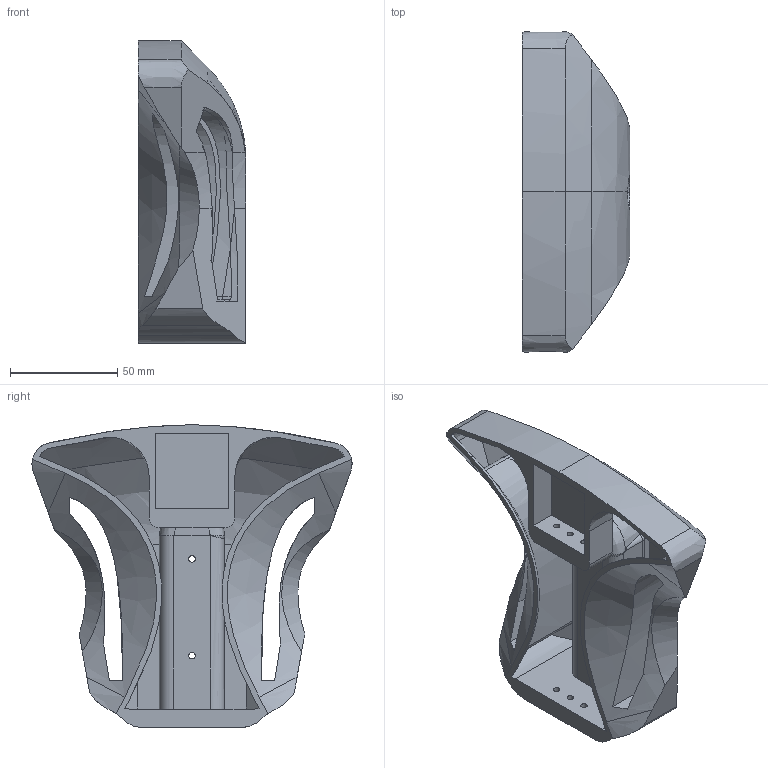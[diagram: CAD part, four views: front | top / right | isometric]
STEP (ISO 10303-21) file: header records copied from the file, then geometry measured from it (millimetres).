
FILE_DESCRIPTION(/* description */ (''),/* implementation_level */ '2;1');
FILE_NAME(/* name */ 'Head_with_Light1 v9.step',/* time_stamp */ '2024-07-14T12:25:58+05:30',/* author */ (''),/* organization */ (''),/* preprocessor_version */ 'ST-DEVELOPER v20',/* originating_system */ 'Autodesk Translation Framework v13.14.0.145',/* authorisation */ '');
FILE_SCHEMA (('AUTOMOTIVE_DESIGN { 1 0 10303 214 3 1 1 }'));
Length unit declared in the file: millimetre
Products named in the file (2): Head_with_Light1; head
Assembly tree (1 placements, depth 2):
  Head_with_Light1
    head
Bounding box: 50 x 148.93 x 140.76 mm (x, y, z)
Volume: 133916.5 mm3; surface area: 99413.7 mm2
Topology: 2 solids, 2 shells, 208 faces, 693 edges, 478 vertices
Faces by surface type: plane 76, bspline 75, cylinder 51, cone 5, sphere 1
Full cylindrical faces by diameter (mm): 3 x8, 6 x6
Entity records: 11856 total; most frequent: CARTESIAN_POINT 6567, ORIENTED_EDGE 1382, EDGE_CURVE 691, DIRECTION 679, VERTEX_POINT 478, B_SPLINE_CURVE_WITH_KNOTS 367, EDGE_LOOP 237, AXIS2_PLACEMENT_3D 233
